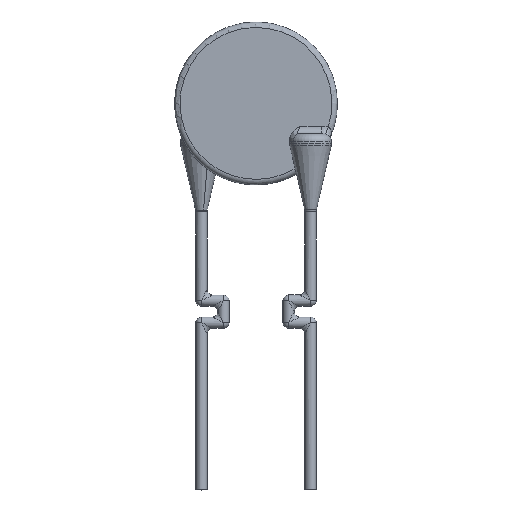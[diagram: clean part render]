
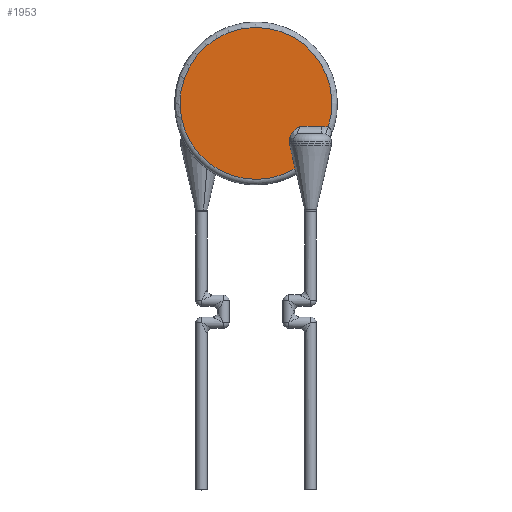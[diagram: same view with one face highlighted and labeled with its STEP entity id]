
A CAD part, top view. The second image highlights one B-rep face of the part: STEP entity #1953.
In plain terms, the highlighted planar face has unit normal (0, 0, 1).
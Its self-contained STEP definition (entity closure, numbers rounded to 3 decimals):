
#155=CARTESIAN_POINT('',(0.,0.,0.6));
#156=DIRECTION('',(0.,0.,1.));
#157=DIRECTION('',(0.949,-0.314,0.));
#158=AXIS2_PLACEMENT_3D('',#155,#156,#157);
#160=CARTESIAN_POINT('',(1.778,-2.957,0.6));
#226=CARTESIAN_POINT('',(1.878,-1.838,0.6));
#227=DIRECTION('',(0.,0.,-1.));
#228=DIRECTION('',(-0.974,-0.226,0.));
#229=AXIS2_PLACEMENT_3D('',#226,#227,#228);
#252=DIRECTION('',(0.,1.,0.));
#253=VECTOR('',#252,0.204);
#254=CARTESIAN_POINT('',(1.528,-1.838,0.6));
#255=LINE('',#254,#253);
#256=DIRECTION('',(-0.226,0.974,0.));
#257=VECTOR('',#256,1.067);
#258=CARTESIAN_POINT('',(1.778,-2.957,0.6));
#259=LINE('',#258,#257);
#260=CARTESIAN_POINT('',(2.965,-1.028,0.6));
#261=CARTESIAN_POINT('',(2.992,-1.028,0.6));
#262=CARTESIAN_POINT('',(3.041,-1.03,0.6));
#263=CARTESIAN_POINT('',(3.103,-1.037,0.6));
#264=CARTESIAN_POINT('',(3.161,-1.048,0.6));
#265=CARTESIAN_POINT('',(3.217,-1.062,0.6));
#266=CARTESIAN_POINT('',(3.256,-1.075,0.6));
#267=CARTESIAN_POINT('',(3.276,-1.083,0.6));
#269=DIRECTION('',(-1.,0.,0.));
#270=VECTOR('',#269,0.975);
#271=CARTESIAN_POINT('',(2.965,-1.028,0.6));
#272=LINE('',#271,#270);
#273=CARTESIAN_POINT('',(1.991,-1.028,0.6));
#274=CARTESIAN_POINT('',(1.972,-1.047,0.6));
#275=CARTESIAN_POINT('',(1.93,-1.084,0.6));
#276=CARTESIAN_POINT('',(1.857,-1.139,0.6));
#277=CARTESIAN_POINT('',(1.773,-1.201,0.6));
#278=CARTESIAN_POINT('',(1.695,-1.268,0.6));
#279=CARTESIAN_POINT('',(1.631,-1.34,0.6));
#280=CARTESIAN_POINT('',(1.583,-1.415,0.6));
#281=CARTESIAN_POINT('',(1.551,-1.488,0.6));
#282=CARTESIAN_POINT('',(1.532,-1.562,0.6));
#283=CARTESIAN_POINT('',(1.528,-1.61,0.6));
#284=CARTESIAN_POINT('',(1.528,-1.634,0.6));
#286=CARTESIAN_POINT('',(1.528,-1.634,0.6));
#1509=VERTEX_POINT('',#160);
#1599=CARTESIAN_POINT('',(2.965,-1.028,
0.6));
#1600=CARTESIAN_POINT('',(1.991,-1.028,0.6));
#1601=VERTEX_POINT('',#1599);
#1602=VERTEX_POINT('',#1600);
#1618=VERTEX_POINT('',#286);
#1640=CARTESIAN_POINT('',(1.537,-1.917,0.6));
#1641=VERTEX_POINT('',#1640);
#1644=CARTESIAN_POINT('',(1.528,-1.838,0.6));
#1645=VERTEX_POINT('',#1644);
#1652=CARTESIAN_POINT('',(3.276,-1.083,0.6));
#1653=VERTEX_POINT('',#1652);
#1935=CARTESIAN_POINT('',(0.,0.,0.6));
#1936=DIRECTION('',(0.,0.,1.));
#1937=DIRECTION('',(1.,0.,0.));
#1938=AXIS2_PLACEMENT_3D('',#1935,#1936,#1937);
#1939=PLANE('',#1938);
#1941=ORIENTED_EDGE('',*,*,#1940,.F.);
#1942=ORIENTED_EDGE('',*,*,#1910,.F.);
#1943=ORIENTED_EDGE('',*,*,#1923,.F.);
#1944=ORIENTED_EDGE('',*,*,#1742,.F.);
#1946=ORIENTED_EDGE('',*,*,#1945,.F.);
#1948=ORIENTED_EDGE('',*,*,#1947,.T.);
#1950=ORIENTED_EDGE('',*,*,#1949,.T.);
#1951=EDGE_LOOP('',(#1941,#1942,#1943,#1944,#1946,#1948,#1950));
#1952=FACE_OUTER_BOUND('',#1951,.F.);
#159=CIRCLE('',#158,3.45);
#230=CIRCLE('',#229,0.35);
#268=B_SPLINE_CURVE_WITH_KNOTS('',3,(#260,#261,#262,#263,#264,#265,#266,#267),
.UNSPECIFIED.,.F.,.F.,(4,1,1,1,1,4),(0.,0.2,0.4,0.6,0.8,1.),
.UNSPECIFIED.);
#285=B_SPLINE_CURVE_WITH_KNOTS('',3,(#273,#274,#275,#276,#277,#278,#279,#280,
#281,#282,#283,#284),.UNSPECIFIED.,.F.,.F.,(4,1,1,1,1,1,1,1,1,4),(0.,
0.111,0.222,0.333,0.444,
0.556,0.667,0.778,0.889,1.),
.UNSPECIFIED.);
#1742=EDGE_CURVE('',#1653,#1509,#159,.T.);
#1910=EDGE_CURVE('',#1641,#1645,#230,.T.);
#1923=EDGE_CURVE('',#1509,#1641,#259,.T.);
#1940=EDGE_CURVE('',#1645,#1618,#255,.T.);
#1945=EDGE_CURVE('',#1601,#1653,#268,.T.);
#1947=EDGE_CURVE('',#1601,#1602,#272,.T.);
#1949=EDGE_CURVE('',#1602,#1618,#285,.T.);
#1953=ADVANCED_FACE('',(#1952),#1939,.T.);
